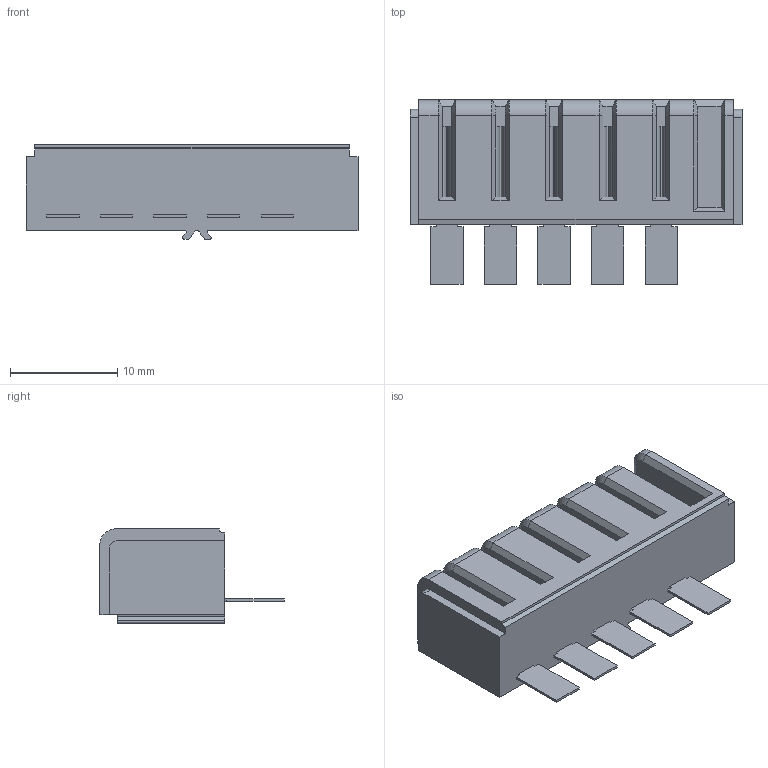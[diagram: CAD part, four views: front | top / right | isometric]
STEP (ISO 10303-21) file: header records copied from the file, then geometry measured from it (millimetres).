
FILE_DESCRIPTION((''),'2;1');
FILE_NAME('C-787613-1','2012-06-13T',('workeradm'),('Tyco Electronics Ltd.'),'PRO/ENGINEER BY PARAMETRIC TECHNOLOGY CORPORATION, 2010430','PRO/ENGINEER BY PARAMETRIC TECHNOLOGY CORPORATION, 2010430','');
FILE_SCHEMA(('AUTOMOTIVE_DESIGN { 1 0 10303 214 1 1 1 1 }'));
Length unit declared in the file: millimetre
Products named in the file (1): C-787613-1
Bounding box: 31 x 17.21 x 8.8 mm (x, y, z)
Volume: 2462.2 mm3; surface area: 2442.6 mm2
Topology: 1 solids, 1 shells, 215 faces, 575 edges, 367 vertices
Faces by surface type: plane 167, cylinder 36, cone 12
Entity records: 6835 total; most frequent: CARTESIAN_POINT 1159, ORIENTED_EDGE 1150, DIRECTION 1090, EDGE_CURVE 575, VECTOR 490, LINE 490, VERTEX_POINT 367, AXIS2_PLACEMENT_3D 300
